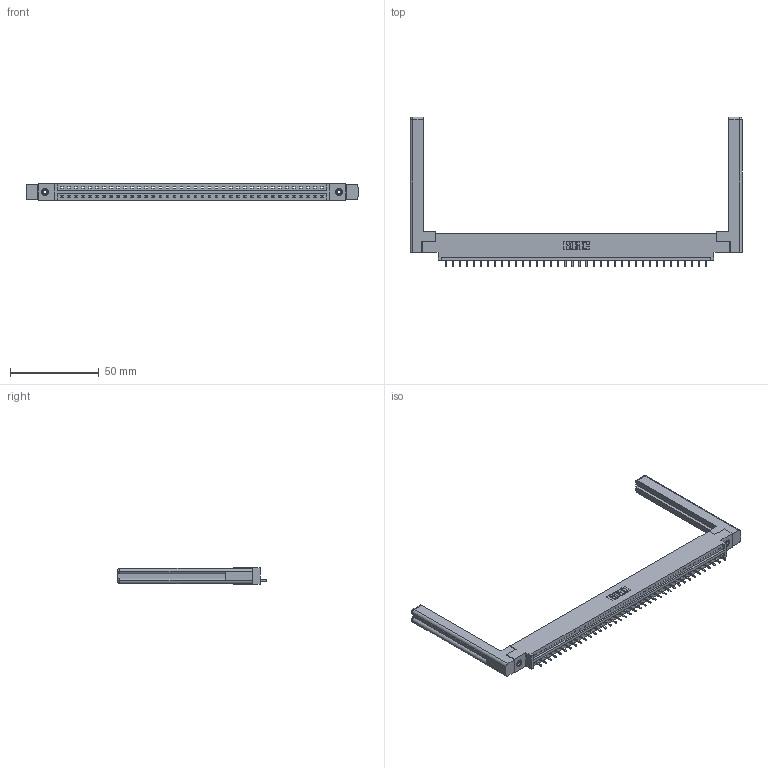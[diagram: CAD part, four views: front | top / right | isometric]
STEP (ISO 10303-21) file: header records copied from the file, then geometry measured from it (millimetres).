
FILE_DESCRIPTION (( 'STEP AP203' ), '1' );
FILE_NAME ('387-038-521-658.STEP', '2019-10-04T15:36:22', ( '' ), ( '' ), 'SwSTEP 2.0', 'SolidWorks 2016', '' );
FILE_SCHEMA (( 'CONFIG_CONTROL_DESIGN' ));
Length unit declared in the file: inch
Products named in the file (5): 345-250-001_345-250-001-102; 307-220-058; 387-038-521-658; 337 Part_0.170 Offset - 0.156 Dia-TI; 345-292-001_345-293-121
Assembly tree (43 placements, depth 2):
  387-038-521-658
    337 Part_0.170 Offset - 0.156 Dia-TI
    345-292-001_345-293-121  x38
    345-250-001_345-250-001-102  x2
    307-220-058  x2
Bounding box: 187.2 x 84.46 x 9.4 mm (x, y, z)
Volume: 26342.6 mm3; surface area: 24649 mm2
Topology: 43 solids, 43 shells, 2616 faces, 7821 edges, 5150 vertices
Faces by surface type: plane 1906, cylinder 686, cone 12, torus 12
Entity records: 31548 total; most frequent: CARTESIAN_POINT 5495, ORIENTED_EDGE 5408, DIRECTION 4652, EDGE_CURVE 2704, LINE 2528, VECTOR 2528, VERTEX_POINT 1794, AXIS2_PLACEMENT_3D 1062
